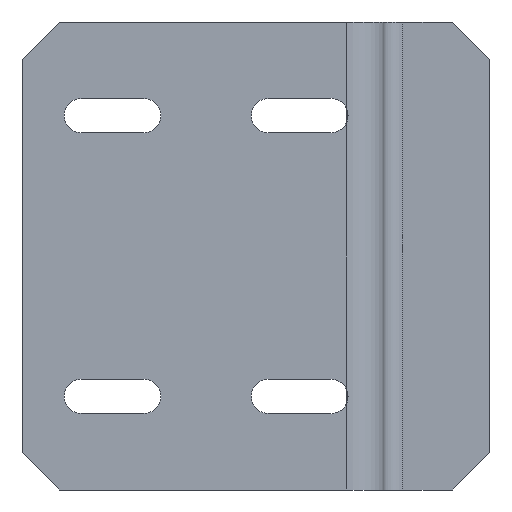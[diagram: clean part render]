
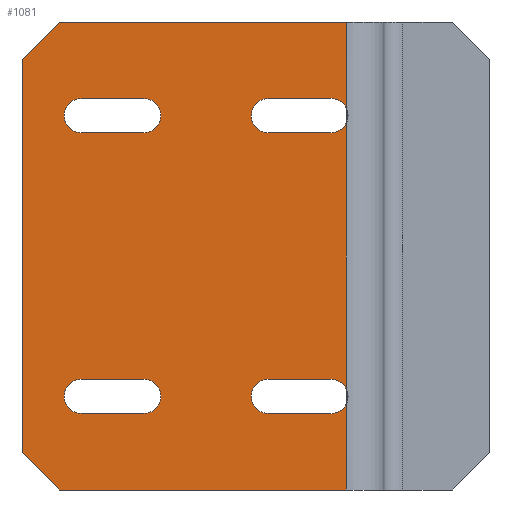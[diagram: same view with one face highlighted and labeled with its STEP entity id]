
A CAD part, front view. The second image highlights one B-rep face of the part: STEP entity #1081.
In plain terms, the highlighted planar face has unit normal (0, -1, 0).
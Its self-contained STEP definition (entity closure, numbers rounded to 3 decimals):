
#154=FACE_BOUND('',#270,.T.);
#155=FACE_BOUND('',#271,.T.);
#170=CIRCLE('',#1167,2.75);
#171=CIRCLE('',#1168,2.75);
#172=CIRCLE('',#1169,2.75);
#173=CIRCLE('',#1170,2.75);
#174=CIRCLE('',#1171,2.75);
#175=CIRCLE('',#1172,2.75);
#176=CIRCLE('',#1173,2.75);
#177=CIRCLE('',#1174,2.75);
#178=CIRCLE('',#1175,2.75);
#179=CIRCLE('',#1176,2.75);
#215=FACE_OUTER_BOUND('',#269,.T.);
#269=EDGE_LOOP('',(#798,#799,#800,#801,#802,#803,#804,#805,#806,#807,#808,
#809,#810,#811,#812,#813,#814,#815));
#270=EDGE_LOOP('',(#816,#817,#818,#819));
#271=EDGE_LOOP('',(#820,#821,#822,#823));
#324=LINE('',#1617,#426);
#328=LINE('',#1624,#430);
#344=LINE('',#1677,#446);
#346=LINE('',#1681,#448);
#348=LINE('',#1685,#450);
#349=LINE('',#1689,#451);
#350=LINE('',#1693,#452);
#351=LINE('',#1697,#453);
#352=LINE('',#1701,#454);
#353=LINE('',#1705,#455);
#354=LINE('',#1708,#456);
#355=LINE('',#1709,#457);
#356=LINE('',#1712,#458);
#357=LINE('',#1716,#459);
#358=LINE('',#1720,#460);
#359=LINE('',#1724,#461);
#426=VECTOR('',#1275,10.);
#430=VECTOR('',#1281,10.);
#446=VECTOR('',#1321,10.);
#448=VECTOR('',#1325,10.);
#450=VECTOR('',#1329,10.);
#451=VECTOR('',#1332,10.);
#452=VECTOR('',#1335,10.);
#453=VECTOR('',#1338,10.);
#454=VECTOR('',#1341,10.);
#455=VECTOR('',#1344,10.);
#456=VECTOR('',#1347,10.);
#457=VECTOR('',#1348,10.);
#458=VECTOR('',#1349,10.);
#459=VECTOR('',#1352,10.);
#460=VECTOR('',#1355,10.);
#461=VECTOR('',#1358,10.);
#528=VERTEX_POINT('',#1614);
#529=VERTEX_POINT('',#1616);
#531=VERTEX_POINT('',#1622);
#555=VERTEX_POINT('',#1674);
#556=VERTEX_POINT('',#1676);
#557=VERTEX_POINT('',#1680);
#558=VERTEX_POINT('',#1684);
#559=VERTEX_POINT('',#1686);
#560=VERTEX_POINT('',#1688);
#561=VERTEX_POINT('',#1690);
#562=VERTEX_POINT('',#1692);
#563=VERTEX_POINT('',#1694);
#564=VERTEX_POINT('',#1696);
#565=VERTEX_POINT('',#1698);
#566=VERTEX_POINT('',#1700);
#567=VERTEX_POINT('',#1702);
#568=VERTEX_POINT('',#1704);
#569=VERTEX_POINT('',#1706);
#570=VERTEX_POINT('',#1710);
#571=VERTEX_POINT('',#1711);
#572=VERTEX_POINT('',#1713);
#573=VERTEX_POINT('',#1715);
#574=VERTEX_POINT('',#1718);
#575=VERTEX_POINT('',#1719);
#576=VERTEX_POINT('',#1721);
#577=VERTEX_POINT('',#1723);
#616=EDGE_CURVE('',#528,#529,#324,.T.);
#620=EDGE_CURVE('',#528,#531,#328,.T.);
#646=EDGE_CURVE('',#555,#556,#344,.T.);
#648=EDGE_CURVE('',#556,#557,#346,.T.);
#650=EDGE_CURVE('',#558,#531,#348,.T.);
#651=EDGE_CURVE('',#558,#559,#170,.T.);
#652=EDGE_CURVE('',#559,#560,#349,.T.);
#653=EDGE_CURVE('',#560,#561,#171,.T.);
#654=EDGE_CURVE('',#561,#562,#350,.T.);
#655=EDGE_CURVE('',#562,#563,#172,.T.);
#656=EDGE_CURVE('',#564,#563,#351,.T.);
#657=EDGE_CURVE('',#564,#565,#173,.T.);
#658=EDGE_CURVE('',#565,#566,#352,.T.);
#659=EDGE_CURVE('',#566,#567,#174,.T.);
#660=EDGE_CURVE('',#567,#568,#353,.T.);
#661=EDGE_CURVE('',#568,#569,#175,.T.);
#662=EDGE_CURVE('',#557,#569,#354,.T.);
#663=EDGE_CURVE('',#529,#555,#355,.T.);
#664=EDGE_CURVE('',#570,#571,#356,.T.);
#665=EDGE_CURVE('',#571,#572,#176,.T.);
#666=EDGE_CURVE('',#572,#573,#357,.T.);
#667=EDGE_CURVE('',#573,#570,#177,.T.);
#668=EDGE_CURVE('',#574,#575,#358,.T.);
#669=EDGE_CURVE('',#575,#576,#178,.T.);
#670=EDGE_CURVE('',#576,#577,#359,.T.);
#671=EDGE_CURVE('',#577,#574,#179,.T.);
#798=ORIENTED_EDGE('',*,*,#616,.F.);
#799=ORIENTED_EDGE('',*,*,#620,.T.);
#800=ORIENTED_EDGE('',*,*,#650,.F.);
#801=ORIENTED_EDGE('',*,*,#651,.T.);
#802=ORIENTED_EDGE('',*,*,#652,.T.);
#803=ORIENTED_EDGE('',*,*,#653,.T.);
#804=ORIENTED_EDGE('',*,*,#654,.T.);
#805=ORIENTED_EDGE('',*,*,#655,.T.);
#806=ORIENTED_EDGE('',*,*,#656,.F.);
#807=ORIENTED_EDGE('',*,*,#657,.T.);
#808=ORIENTED_EDGE('',*,*,#658,.T.);
#809=ORIENTED_EDGE('',*,*,#659,.T.);
#810=ORIENTED_EDGE('',*,*,#660,.T.);
#811=ORIENTED_EDGE('',*,*,#661,.T.);
#812=ORIENTED_EDGE('',*,*,#662,.F.);
#813=ORIENTED_EDGE('',*,*,#648,.F.);
#814=ORIENTED_EDGE('',*,*,#646,.F.);
#815=ORIENTED_EDGE('',*,*,#663,.F.);
#816=ORIENTED_EDGE('',*,*,#664,.T.);
#817=ORIENTED_EDGE('',*,*,#665,.T.);
#818=ORIENTED_EDGE('',*,*,#666,.T.);
#819=ORIENTED_EDGE('',*,*,#667,.T.);
#820=ORIENTED_EDGE('',*,*,#668,.T.);
#821=ORIENTED_EDGE('',*,*,#669,.T.);
#822=ORIENTED_EDGE('',*,*,#670,.T.);
#823=ORIENTED_EDGE('',*,*,#671,.T.);
#1045=PLANE('',#1166);
#1081=ADVANCED_FACE('',(#215,#154,#155),#1045,.F.);
#1166=AXIS2_PLACEMENT_3D('',#1683,#1327,#1328);
#1167=AXIS2_PLACEMENT_3D('',#1687,#1330,#1331);
#1168=AXIS2_PLACEMENT_3D('',#1691,#1333,#1334);
#1169=AXIS2_PLACEMENT_3D('',#1695,#1336,#1337);
#1170=AXIS2_PLACEMENT_3D('',#1699,#1339,#1340);
#1171=AXIS2_PLACEMENT_3D('',#1703,#1342,#1343);
#1172=AXIS2_PLACEMENT_3D('',#1707,#1345,#1346);
#1173=AXIS2_PLACEMENT_3D('',#1714,#1350,#1351);
#1174=AXIS2_PLACEMENT_3D('',#1717,#1353,#1354);
#1175=AXIS2_PLACEMENT_3D('',#1722,#1356,#1357);
#1176=AXIS2_PLACEMENT_3D('',#1725,#1359,#1360);
#1275=DIRECTION('',(-0.707,0.,0.707));
#1281=DIRECTION('',(1.,0.,0.));
#1321=DIRECTION('',(0.707,0.,0.707));
#1325=DIRECTION('',(1.,0.,0.));
#1327=DIRECTION('center_axis',(0.,1.,0.));
#1328=DIRECTION('ref_axis',(0.,0.,1.));
#1329=DIRECTION('',(0.,0.,-1.));
#1330=DIRECTION('center_axis',(0.,1.,0.));
#1331=DIRECTION('ref_axis',(0.,0.,1.));
#1332=DIRECTION('',(-1.,0.,0.));
#1333=DIRECTION('center_axis',(0.,1.,0.));
#1334=DIRECTION('ref_axis',(0.,0.,
-1.));
#1335=DIRECTION('',(1.,0.,0.));
#1336=DIRECTION('center_axis',(0.,1.,0.));
#1337=DIRECTION('ref_axis',(0.,0.,1.));
#1338=DIRECTION('',(0.,0.,-1.));
#1339=DIRECTION('center_axis',(0.,1.,0.));
#1340=DIRECTION('ref_axis',(0.,0.,1.));
#1341=DIRECTION('',(-1.,0.,0.));
#1342=DIRECTION('center_axis',(0.,1.,0.));
#1343=DIRECTION('ref_axis',(0.,0.,-1.));
#1344=DIRECTION('',(1.,0.,0.));
#1345=DIRECTION('center_axis',(0.,1.,0.));
#1346=DIRECTION('ref_axis',(0.,0.,1.));
#1347=DIRECTION('',(0.,0.,-1.));
#1348=DIRECTION('',(0.,0.,1.));
#1349=DIRECTION('',(1.,0.,0.));
#1350=DIRECTION('center_axis',(0.,1.,0.));
#1351=DIRECTION('ref_axis',(0.,0.,1.));
#1352=DIRECTION('',(-1.,0.,0.));
#1353=DIRECTION('center_axis',(0.,1.,0.));
#1354=DIRECTION('ref_axis',(0.,0.,-1.));
#1355=DIRECTION('',(1.,0.,0.));
#1356=DIRECTION('center_axis',(0.,1.,0.));
#1357=DIRECTION('ref_axis',(0.,0.,1.));
#1358=DIRECTION('',(-1.,0.,0.));
#1359=DIRECTION('center_axis',(0.,1.,0.));
#1360=DIRECTION('ref_axis',(0.,0.,-1.));
#1614=CARTESIAN_POINT('',(-49.,-53.,-37.5));
#1616=CARTESIAN_POINT('',(-55.,-53.,-31.5));
#1617=CARTESIAN_POINT('',(-40.054,-53.,-46.446));
#1622=CARTESIAN_POINT('',(-3.,-53.,-37.5));
#1624=CARTESIAN_POINT('',(-55.,-53.,-37.5));
#1674=CARTESIAN_POINT('',(-55.,-53.,31.5));
#1676=CARTESIAN_POINT('',(-49.,-53.,37.5));
#1677=CARTESIAN_POINT('',(-40.054,-53.,46.446));
#1680=CARTESIAN_POINT('',(-3.,-53.,37.5));
#1681=CARTESIAN_POINT('',(-55.,-53.,37.5));
#1683=CARTESIAN_POINT('Origin',(30.286,-53.,0.));
#1684=CARTESIAN_POINT('',(-3.,-53.,-23.646));
#1685=CARTESIAN_POINT('',(-3.,-53.,0.));
#1686=CARTESIAN_POINT('',(-5.5,-53.,-25.25));
#1687=CARTESIAN_POINT('Origin',(-5.5,-53.,-22.5));
#1688=CARTESIAN_POINT('',(-15.5,-53.,-25.25));
#1689=CARTESIAN_POINT('',(7.393,-53.,-25.25));
#1690=CARTESIAN_POINT('',(-15.5,-53.,-19.75));
#1691=CARTESIAN_POINT('Origin',(-15.5,-53.,-22.5));
#1692=CARTESIAN_POINT('',(-5.5,-53.,-19.75));
#1693=CARTESIAN_POINT('',(12.393,-53.,-19.75));
#1694=CARTESIAN_POINT('',(-3.,-53.,-21.354));
#1695=CARTESIAN_POINT('Origin',(-5.5,-53.,-22.5));
#1696=CARTESIAN_POINT('',(-3.,-53.,21.354));
#1697=CARTESIAN_POINT('',(-3.,-53.,0.));
#1698=CARTESIAN_POINT('',(-5.5,-53.,19.75));
#1699=CARTESIAN_POINT('Origin',(-5.5,-53.,22.5));
#1700=CARTESIAN_POINT('',(-15.5,-53.,19.75));
#1701=CARTESIAN_POINT('',(7.393,-53.,19.75));
#1702=CARTESIAN_POINT('',(-15.5,-53.,25.25));
#1703=CARTESIAN_POINT('Origin',(-15.5,-53.,22.5));
#1704=CARTESIAN_POINT('',(-5.5,-53.,25.25));
#1705=CARTESIAN_POINT('',(12.393,-53.,25.25));
#1706=CARTESIAN_POINT('',(-3.,-53.,23.646));
#1707=CARTESIAN_POINT('Origin',(-5.5,-53.,22.5));
#1708=CARTESIAN_POINT('',(-3.,-53.,0.));
#1709=CARTESIAN_POINT('',(-55.,-53.,-37.5));
#1710=CARTESIAN_POINT('',(-45.5,-53.,25.25));
#1711=CARTESIAN_POINT('',(-35.5,-53.,25.25));
#1712=CARTESIAN_POINT('',(-2.607,-53.,25.25));
#1713=CARTESIAN_POINT('',(-35.5,-53.,19.75));
#1714=CARTESIAN_POINT('Origin',(-35.5,-53.,22.5));
#1715=CARTESIAN_POINT('',(-45.5,-53.,19.75));
#1716=CARTESIAN_POINT('',(-7.607,-53.,19.75));
#1717=CARTESIAN_POINT('Origin',(-45.5,-53.,22.5));
#1718=CARTESIAN_POINT('',(-45.5,-53.,-19.75));
#1719=CARTESIAN_POINT('',(-35.5,-53.,-19.75));
#1720=CARTESIAN_POINT('',(-2.607,-53.,-19.75));
#1721=CARTESIAN_POINT('',(-35.5,-53.,-25.25));
#1722=CARTESIAN_POINT('Origin',(-35.5,-53.,-22.5));
#1723=CARTESIAN_POINT('',(-45.5,-53.,-25.25));
#1724=CARTESIAN_POINT('',(-7.607,-53.,-25.25));
#1725=CARTESIAN_POINT('Origin',(-45.5,-53.,-22.5));
